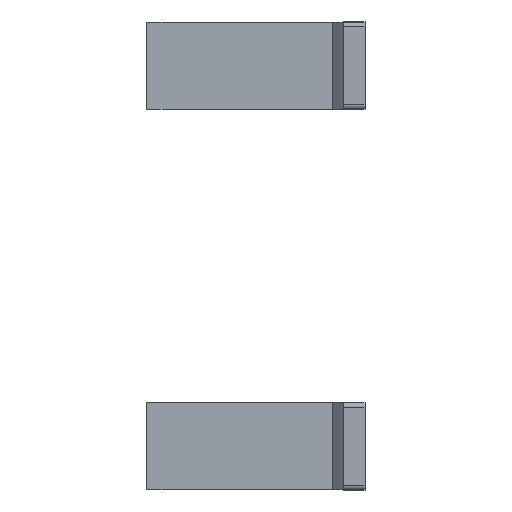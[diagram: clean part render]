
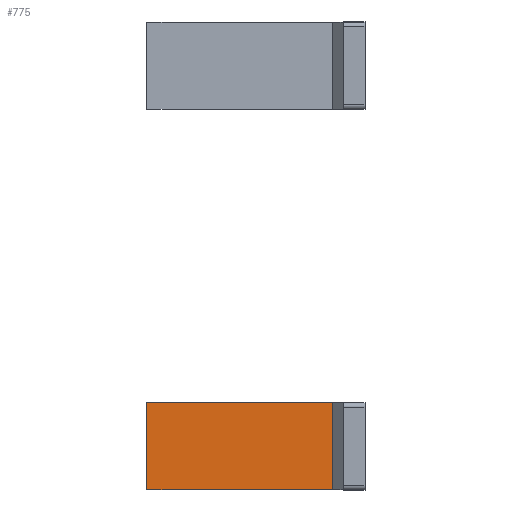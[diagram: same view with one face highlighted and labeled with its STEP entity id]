
A CAD part, front view. The second image highlights one B-rep face of the part: STEP entity #775.
In plain terms, the highlighted planar face has unit normal (0, -1, 0).
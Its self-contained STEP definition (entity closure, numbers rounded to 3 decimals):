
#123=FACE_OUTER_BOUND('',#169,.T.);
#169=EDGE_LOOP('',(#605,#606,#607,#608));
#236=LINE('',#1232,#312);
#238=LINE('',#1236,#314);
#239=LINE('',#1238,#315);
#240=LINE('',#1239,#316);
#312=VECTOR('',#992,40.);
#314=VECTOR('',#996,90.);
#315=VECTOR('',#997,40.);
#316=VECTOR('',#998,90.);
#381=VERTEX_POINT('',#1229);
#382=VERTEX_POINT('',#1231);
#383=VERTEX_POINT('',#1235);
#384=VERTEX_POINT('',#1237);
#464=EDGE_CURVE('',#382,#381,#236,.T.);
#466=EDGE_CURVE('',#381,#383,#238,.T.);
#467=EDGE_CURVE('',#384,#383,#239,.T.);
#468=EDGE_CURVE('',#382,#384,#240,.T.);
#605=ORIENTED_EDGE('',*,*,#466,.T.);
#606=ORIENTED_EDGE('',*,*,#467,.F.);
#607=ORIENTED_EDGE('',*,*,#468,.F.);
#608=ORIENTED_EDGE('',*,*,#464,.T.);
#737=PLANE('',#837);
#775=ADVANCED_FACE('',(#123),#737,.T.);
#837=AXIS2_PLACEMENT_3D('',#1234,#994,#995);
#992=DIRECTION('',(0.,0.,1.));
#994=DIRECTION('center_axis',(0.,-1.,0.));
#995=DIRECTION('ref_axis',(0.,0.,-1.));
#996=DIRECTION('',(-1.,0.,0.));
#997=DIRECTION('',(0.,0.,1.));
#998=DIRECTION('',(-1.,0.,0.));
#1229=CARTESIAN_POINT('',(90.,-130.,40.));
#1231=CARTESIAN_POINT('',(90.,-130.,0.));
#1232=CARTESIAN_POINT('',(90.,-130.,0.));
#1234=CARTESIAN_POINT('Origin',(90.,-130.,0.));
#1235=CARTESIAN_POINT('',(0.,-130.,40.));
#1236=CARTESIAN_POINT('',(67.5,-130.,40.));
#1237=CARTESIAN_POINT('',(0.,-130.,0.));
#1238=CARTESIAN_POINT('',(0.,-130.,0.));
#1239=CARTESIAN_POINT('',(67.5,-130.,0.));
